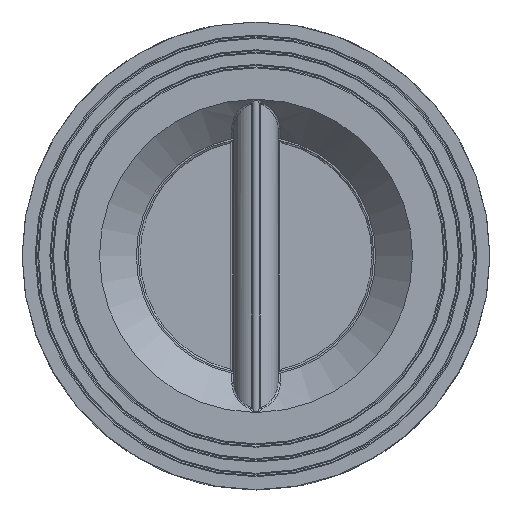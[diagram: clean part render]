
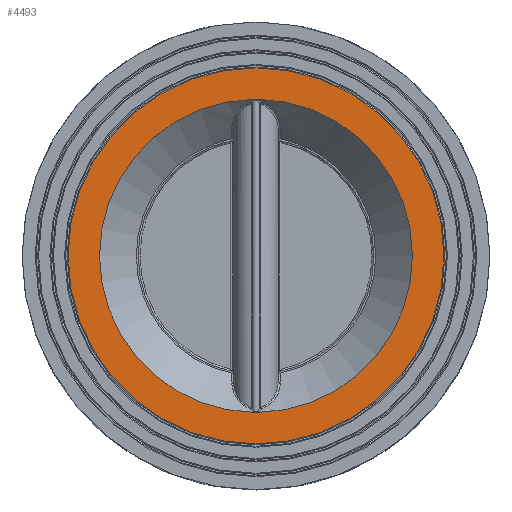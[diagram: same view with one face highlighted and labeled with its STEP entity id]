
A CAD part, top view. The second image highlights one B-rep face of the part: STEP entity #4493.
In plain terms, the highlighted face is planar.
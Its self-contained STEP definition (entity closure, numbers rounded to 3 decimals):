
#889=FACE_BOUND('',#1290,.T.);
#924=PLANE('',#4826);
#1027=FACE_OUTER_BOUND('',#1289,.T.);
#1289=EDGE_LOOP('',(#2893));
#1290=EDGE_LOOP('',(#2894,#2895,#2896,#2897,#2898,#2899));
#1585=CIRCLE('',#4822,51.039);
#1589=CIRCLE('',#4827,42.5);
#1590=CIRCLE('',#4828,42.5);
#1591=CIRCLE('',#4829,42.5);
#1592=CIRCLE('',#4830,42.5);
#1593=CIRCLE('',#4831,42.5);
#1594=CIRCLE('',#4832,42.5);
#1809=VERTEX_POINT('',#6462);
#1812=VERTEX_POINT('',#6470);
#1813=VERTEX_POINT('',#6471);
#1814=VERTEX_POINT('',#6473);
#1815=VERTEX_POINT('',#6475);
#1816=VERTEX_POINT('',#6477);
#1817=VERTEX_POINT('',#6479);
#2225=EDGE_CURVE('',#1809,#1809,#1585,.T.);
#2229=EDGE_CURVE('',#1812,#1813,#1589,.T.);
#2230=EDGE_CURVE('',#1814,#1812,#1590,.T.);
#2231=EDGE_CURVE('',#1815,#1814,#1591,.T.);
#2232=EDGE_CURVE('',#1816,#1815,#1592,.T.);
#2233=EDGE_CURVE('',#1817,#1816,#1593,.T.);
#2234=EDGE_CURVE('',#1813,#1817,#1594,.T.);
#2893=ORIENTED_EDGE('',*,*,#2225,.F.);
#2894=ORIENTED_EDGE('',*,*,#2229,.F.);
#2895=ORIENTED_EDGE('',*,*,#2230,.F.);
#2896=ORIENTED_EDGE('',*,*,#2231,.F.);
#2897=ORIENTED_EDGE('',*,*,#2232,.F.);
#2898=ORIENTED_EDGE('',*,*,#2233,.F.);
#2899=ORIENTED_EDGE('',*,*,#2234,.F.);
#4493=ADVANCED_FACE('',(#1027,#889),#924,.T.);
#4822=AXIS2_PLACEMENT_3D('',#6463,#5283,#5284);
#4826=AXIS2_PLACEMENT_3D('',#6469,#5291,#5292);
#4827=AXIS2_PLACEMENT_3D('',#6472,#5293,#5294);
#4828=AXIS2_PLACEMENT_3D('',#6474,#5295,#5296);
#4829=AXIS2_PLACEMENT_3D('',#6476,#5297,#5298);
#4830=AXIS2_PLACEMENT_3D('',#6478,#5299,#5300);
#4831=AXIS2_PLACEMENT_3D('',#6480,#5301,#5302);
#4832=AXIS2_PLACEMENT_3D('',#6481,#5303,#5304);
#5283=DIRECTION('center_axis',(0.,-1.,0.));
#5284=DIRECTION('ref_axis',(0.,0.,-1.));
#5291=DIRECTION('center_axis',(0.,1.,0.));
#5292=DIRECTION('ref_axis',(0.,0.,1.));
#5293=DIRECTION('center_axis',(0.,1.,0.));
#5294=DIRECTION('ref_axis',(-1.,0.,0.));
#5295=DIRECTION('center_axis',(0.,1.,0.));
#5296=DIRECTION('ref_axis',(-1.,0.,0.));
#5297=DIRECTION('center_axis',(0.,1.,0.));
#5298=DIRECTION('ref_axis',(-1.,0.,0.));
#5299=DIRECTION('center_axis',(0.,1.,0.));
#5300=DIRECTION('ref_axis',(-1.,0.,0.));
#5301=DIRECTION('center_axis',(0.,1.,0.));
#5302=DIRECTION('ref_axis',(-1.,0.,0.));
#5303=DIRECTION('center_axis',(0.,1.,0.));
#5304=DIRECTION('ref_axis',(-1.,0.,0.));
#6462=CARTESIAN_POINT('',(0.,46.,-51.039));
#6463=CARTESIAN_POINT('Origin',(0.,46.,0.));
#6469=CARTESIAN_POINT('Origin',(0.,46.,0.));
#6470=CARTESIAN_POINT('',(42.5,46.,0.));
#6471=CARTESIAN_POINT('',(42.495,46.,-0.652));
#6472=CARTESIAN_POINT('Origin',(0.,46.,0.));
#6473=CARTESIAN_POINT('',(42.495,46.,0.652));
#6474=CARTESIAN_POINT('Origin',(0.,46.,0.));
#6475=CARTESIAN_POINT('',(-42.495,46.,0.652));
#6476=CARTESIAN_POINT('Origin',(0.,46.,0.));
#6477=CARTESIAN_POINT('',(-42.5,46.,0.));
#6478=CARTESIAN_POINT('Origin',(0.,46.,0.));
#6479=CARTESIAN_POINT('',(-42.495,46.,-0.652));
#6480=CARTESIAN_POINT('Origin',(0.,46.,0.));
#6481=CARTESIAN_POINT('Origin',(0.,46.,0.));
